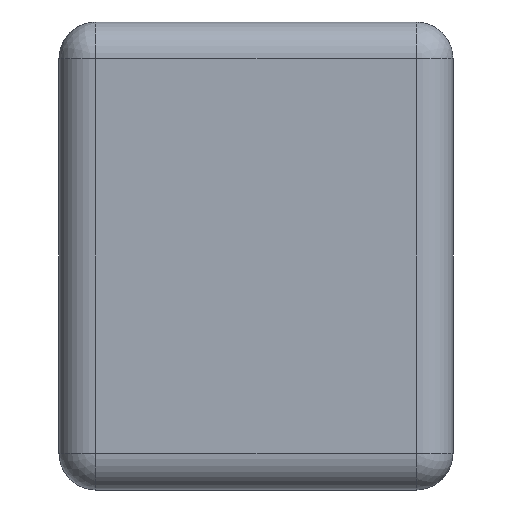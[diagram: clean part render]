
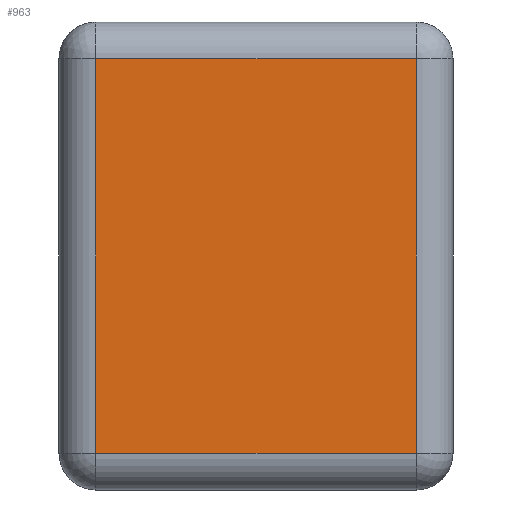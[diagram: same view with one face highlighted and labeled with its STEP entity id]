
A CAD part, left-side view. The second image highlights one B-rep face of the part: STEP entity #963.
In plain terms, the highlighted planar face has unit normal (-1, 0, 0).
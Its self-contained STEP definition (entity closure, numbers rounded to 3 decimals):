
#45=PLANE('',#1097);
#115=FACE_OUTER_BOUND('',#181,.T.);
#181=EDGE_LOOP('',(#833,#834,#835,#836));
#251=LINE('',#1724,#323);
#252=LINE('',#1732,#324);
#255=LINE('',#1741,#327);
#256=LINE('',#1743,#328);
#323=VECTOR('',#1361,10.);
#324=VECTOR('',#1372,10.);
#327=VECTOR('',#1385,10.);
#328=VECTOR('',#1388,10.);
#467=VERTEX_POINT('',#1710);
#469=VERTEX_POINT('',#1719);
#470=VERTEX_POINT('',#1726);
#472=VERTEX_POINT('',#1737);
#588=EDGE_CURVE('',#467,#469,#251,.T.);
#592=EDGE_CURVE('',#470,#467,#252,.T.);
#597=EDGE_CURVE('',#472,#470,#255,.T.);
#598=EDGE_CURVE('',#469,#472,#256,.T.);
#833=ORIENTED_EDGE('',*,*,#588,.F.);
#834=ORIENTED_EDGE('',*,*,#592,.F.);
#835=ORIENTED_EDGE('',*,*,#597,.F.);
#836=ORIENTED_EDGE('',*,*,#598,.F.);
#963=ADVANCED_FACE('',(#115),#45,.T.);
#1097=AXIS2_PLACEMENT_3D('',#1746,#1393,#1394);
#1361=DIRECTION('',(0.,0.,1.));
#1372=DIRECTION('',(0.,1.,0.));
#1385=DIRECTION('',(0.,0.,-1.));
#1388=DIRECTION('',(0.,-1.,0.));
#1393=DIRECTION('center_axis',(-1.,0.,0.));
#1394=DIRECTION('ref_axis',(0.,-1.,0.));
#1710=CARTESIAN_POINT('',(-0.8,0.325,0.075));
#1719=CARTESIAN_POINT('',(-0.8,0.325,0.875));
#1724=CARTESIAN_POINT('',(-0.8,0.325,0.));
#1726=CARTESIAN_POINT('',(-0.8,-0.325,0.075));
#1732=CARTESIAN_POINT('',(-0.8,0.2,0.075));
#1737=CARTESIAN_POINT('',(-0.8,-0.325,0.875));
#1741=CARTESIAN_POINT('',(-0.8,-0.325,0.));
#1743=CARTESIAN_POINT('',(-0.8,0.2,0.875));
#1746=CARTESIAN_POINT('Origin',(-0.8,0.4,0.));
